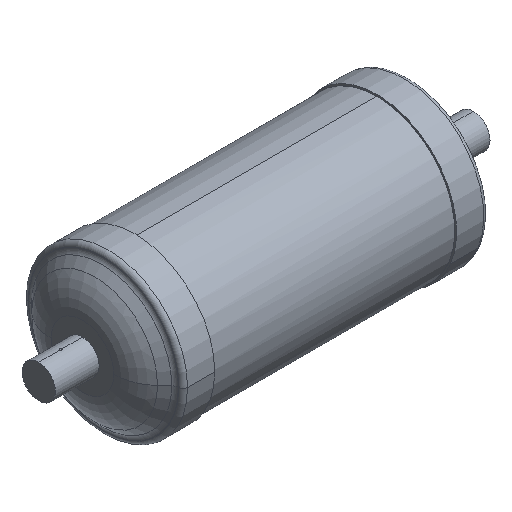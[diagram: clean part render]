
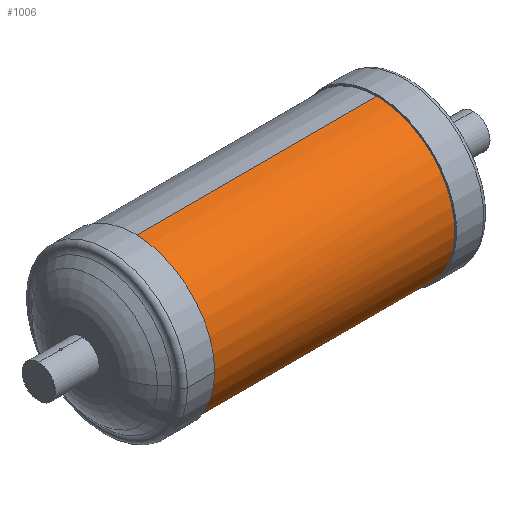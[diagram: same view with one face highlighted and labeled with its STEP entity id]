
A CAD part, isometric view. The second image highlights one B-rep face of the part: STEP entity #1006.
In plain terms, the highlighted cylindrical face has radius 44.45 mm (diameter 88.9 mm), a partial arc.
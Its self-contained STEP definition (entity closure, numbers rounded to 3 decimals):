
#126 = VERTEX_POINT ( 'NONE', #1276 ) ;
#175 = DIRECTION ( 'NONE',  ( 1., 0., 0. ) ) ;
#184 = DIRECTION ( 'NONE',  ( -1., 0., 0. ) ) ;
#192 = CARTESIAN_POINT ( 'NONE',  ( 85.5, 0., -44.45 ) ) ;
#268 = ORIENTED_EDGE ( 'NONE', *, *, #656, .F. ) ;
#272 = ORIENTED_EDGE ( 'NONE', *, *, #463, .T. ) ;
#278 = CYLINDRICAL_SURFACE ( 'NONE', #768, 44.45 ) ;
#280 = AXIS2_PLACEMENT_3D ( 'NONE', #633, #548, #1031 ) ;
#289 = ORIENTED_EDGE ( 'NONE', *, *, #798, .F. ) ;
#291 = CARTESIAN_POINT ( 'NONE',  ( 85.5, 0., 44.45 ) ) ;
#327 = ORIENTED_EDGE ( 'NONE', *, *, #1153, .F. ) ;
#354 = CARTESIAN_POINT ( 'NONE',  ( 69.506, 0., -44.45 ) ) ;
#358 = DIRECTION ( 'NONE',  ( -1., 0., 0. ) ) ;
#385 = CIRCLE ( 'NONE', #941, 44.45 ) ;
#391 = ORIENTED_EDGE ( 'NONE', *, *, #1042, .F. ) ;
#398 = CARTESIAN_POINT ( 'NONE',  ( -68.506, 0., 0. ) ) ;
#463 = EDGE_CURVE ( 'NONE', #530, #1154, #1273, .T. ) ;
#498 = CIRCLE ( 'NONE', #710, 44.45 ) ;
#502 = CARTESIAN_POINT ( 'NONE',  ( -68.506, -44.45, 0. ) ) ;
#530 = VERTEX_POINT ( 'NONE', #669 ) ;
#548 = DIRECTION ( 'NONE',  ( 1., 0., 0. ) ) ;
#555 = VERTEX_POINT ( 'NONE', #502 ) ;
#559 = DIRECTION ( 'NONE',  ( 0., 0., 1. ) ) ;
#566 = VERTEX_POINT ( 'NONE', #1162 ) ;
#633 = CARTESIAN_POINT ( 'NONE',  ( 69.506, 0., 0. ) ) ;
#654 = VECTOR ( 'NONE', #807, 1000. ) ;
#655 = CARTESIAN_POINT ( 'NONE',  ( 85.5, 0., 0. ) ) ;
#656 = EDGE_CURVE ( 'NONE', #566, #555, #385, .T. ) ;
#664 = CIRCLE ( 'NONE', #828, 44.45 ) ;
#669 = CARTESIAN_POINT ( 'NONE',  ( 69.506, 0., 44.45 ) ) ;
#710 = AXIS2_PLACEMENT_3D ( 'NONE', #1270, #175, #852 ) ;
#726 = CARTESIAN_POINT ( 'NONE',  ( -68.506, 0., 0. ) ) ;
#768 = AXIS2_PLACEMENT_3D ( 'NONE', #655, #358, #559 ) ;
#794 = DIRECTION ( 'NONE',  ( 0., 0., 1. ) ) ;
#798 = EDGE_CURVE ( 'NONE', #530, #126, #835, .T. ) ;
#800 = CARTESIAN_POINT ( 'NONE',  ( -68.506, 0., 44.45 ) ) ;
#807 = DIRECTION ( 'NONE',  ( -1., 0., 0. ) ) ;
#814 = DIRECTION ( 'NONE',  ( 0., 0., 1. ) ) ;
#828 = AXIS2_PLACEMENT_3D ( 'NONE', #398, #1168, #794 ) ;
#835 = CIRCLE ( 'NONE', #280, 44.45 ) ;
#852 = DIRECTION ( 'NONE',  ( 0., 0., -1. ) ) ;
#911 = LINE ( 'NONE', #192, #654 ) ;
#941 = AXIS2_PLACEMENT_3D ( 'NONE', #726, #1120, #814 ) ;
#943 = EDGE_CURVE ( 'NONE', #555, #1154, #664, .T. ) ;
#977 = VECTOR ( 'NONE', #184, 1000. ) ;
#986 = ORIENTED_EDGE ( 'NONE', *, *, #943, .F. ) ;
#1006 = ADVANCED_FACE ( 'NONE', ( #1244 ), #278, .T. ) ;
#1031 = DIRECTION ( 'NONE',  ( 0., 0., -1. ) ) ;
#1032 = EDGE_LOOP ( 'NONE', ( #327, #391, #289, #272, #986, #268 ) ) ;
#1042 = EDGE_CURVE ( 'NONE', #126, #1043, #498, .T. ) ;
#1043 = VERTEX_POINT ( 'NONE', #354 ) ;
#1120 = DIRECTION ( 'NONE',  ( -1., 0., 0. ) ) ;
#1153 = EDGE_CURVE ( 'NONE', #1043, #566, #911, .T. ) ;
#1154 = VERTEX_POINT ( 'NONE', #800 ) ;
#1162 = CARTESIAN_POINT ( 'NONE',  ( -68.506, 0., -44.45 ) ) ;
#1168 = DIRECTION ( 'NONE',  ( -1., 0., 0. ) ) ;
#1244 = FACE_OUTER_BOUND ( 'NONE', #1032, .T. ) ;
#1270 = CARTESIAN_POINT ( 'NONE',  ( 69.506, 0., 0. ) ) ;
#1273 = LINE ( 'NONE', #291, #977 ) ;
#1276 = CARTESIAN_POINT ( 'NONE',  ( 69.506, -41.06, -17.027 ) ) ;
